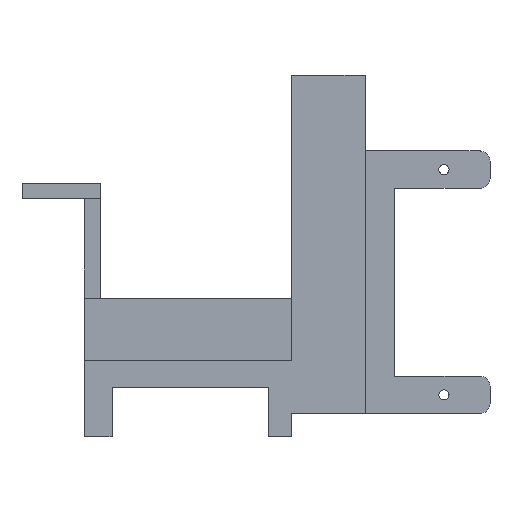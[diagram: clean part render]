
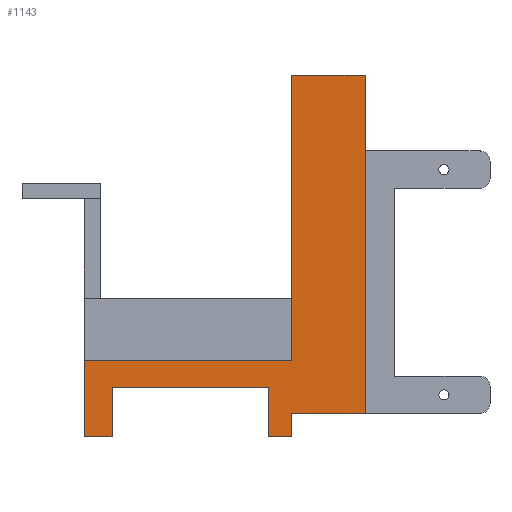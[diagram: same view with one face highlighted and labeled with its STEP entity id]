
A CAD part, left-side view. The second image highlights one B-rep face of the part: STEP entity #1143.
In plain terms, the highlighted planar face has unit normal (-1, 0, 0).
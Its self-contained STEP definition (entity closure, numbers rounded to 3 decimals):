
#44=FACE_OUTER_BOUND('',#109,.T.);
#109=EDGE_LOOP('',(#777,#778,#779,#780,#781,#782,#783,#784,#785,#786,#787,
#788));
#217=LINE('',#1683,#353);
#218=LINE('',#1685,#354);
#219=LINE('',#1687,#355);
#220=LINE('',#1689,#356);
#221=LINE('',#1691,#357);
#222=LINE('',#1693,#358);
#223=LINE('',#1695,#359);
#224=LINE('',#1697,#360);
#225=LINE('',#1699,#361);
#226=LINE('',#1701,#362);
#227=LINE('',#1703,#363);
#228=LINE('',#1704,#364);
#353=VECTOR('',#1353,10.);
#354=VECTOR('',#1354,10.);
#355=VECTOR('',#1355,10.);
#356=VECTOR('',#1356,10.);
#357=VECTOR('',#1357,10.);
#358=VECTOR('',#1358,10.);
#359=VECTOR('',#1359,10.);
#360=VECTOR('',#1360,10.);
#361=VECTOR('',#1361,10.);
#362=VECTOR('',#1362,10.);
#363=VECTOR('',#1363,10.);
#364=VECTOR('',#1364,10.);
#499=VERTEX_POINT('',#1681);
#500=VERTEX_POINT('',#1682);
#501=VERTEX_POINT('',#1684);
#502=VERTEX_POINT('',#1686);
#503=VERTEX_POINT('',#1688);
#504=VERTEX_POINT('',#1690);
#505=VERTEX_POINT('',#1692);
#506=VERTEX_POINT('',#1694);
#507=VERTEX_POINT('',#1696);
#508=VERTEX_POINT('',#1698);
#509=VERTEX_POINT('',#1700);
#510=VERTEX_POINT('',#1702);
#611=EDGE_CURVE('',#499,#500,#217,.T.);
#612=EDGE_CURVE('',#501,#500,#218,.T.);
#613=EDGE_CURVE('',#501,#502,#219,.T.);
#614=EDGE_CURVE('',#502,#503,#220,.T.);
#615=EDGE_CURVE('',#504,#503,#221,.T.);
#616=EDGE_CURVE('',#504,#505,#222,.T.);
#617=EDGE_CURVE('',#506,#505,#223,.T.);
#618=EDGE_CURVE('',#506,#507,#224,.T.);
#619=EDGE_CURVE('',#507,#508,#225,.T.);
#620=EDGE_CURVE('',#508,#509,#226,.T.);
#621=EDGE_CURVE('',#509,#510,#227,.F.);
#622=EDGE_CURVE('',#499,#510,#228,.T.);
#777=ORIENTED_EDGE('',*,*,#611,.T.);
#778=ORIENTED_EDGE('',*,*,#612,.F.);
#779=ORIENTED_EDGE('',*,*,#613,.T.);
#780=ORIENTED_EDGE('',*,*,#614,.T.);
#781=ORIENTED_EDGE('',*,*,#615,.F.);
#782=ORIENTED_EDGE('',*,*,#616,.T.);
#783=ORIENTED_EDGE('',*,*,#617,.F.);
#784=ORIENTED_EDGE('',*,*,#618,.T.);
#785=ORIENTED_EDGE('',*,*,#619,.T.);
#786=ORIENTED_EDGE('',*,*,#620,.T.);
#787=ORIENTED_EDGE('',*,*,#621,.T.);
#788=ORIENTED_EDGE('',*,*,#622,.F.);
#1093=PLANE('',#1230);
#1143=ADVANCED_FACE('',(#44),#1093,.T.);
#1230=AXIS2_PLACEMENT_3D('',#1680,#1351,#1352);
#1351=DIRECTION('center_axis',(-1.,0.,0.));
#1352=DIRECTION('ref_axis',(0.,-1.,0.));
#1353=DIRECTION('',(0.,-1.,0.));
#1354=DIRECTION('',(0.,0.,1.));
#1355=DIRECTION('',(0.,-1.,0.));
#1356=DIRECTION('',(0.,0.,1.));
#1357=DIRECTION('',(0.,1.,0.));
#1358=DIRECTION('',(0.,0.,1.));
#1359=DIRECTION('',(0.,-1.,0.));
#1360=DIRECTION('',(0.,0.,-1.));
#1361=DIRECTION('',(0.,1.,0.));
#1362=DIRECTION('',(0.,0.,-1.));
#1363=DIRECTION('',(0.,1.,0.));
#1364=DIRECTION('',(0.,0.,-1.));
#1680=CARTESIAN_POINT('Origin',(-0.948,59.566,46.723));
#1681=CARTESIAN_POINT('',(-0.948,44.833,13.528));
#1682=CARTESIAN_POINT('',(-0.948,24.833,13.528));
#1683=CARTESIAN_POINT('',(-0.948,39.333,13.528));
#1684=CARTESIAN_POINT('',(-0.948,24.833,7.249));
#1685=CARTESIAN_POINT('',(-0.948,24.833,8.819));
#1686=CARTESIAN_POINT('',(-0.948,21.833,7.249));
#1687=CARTESIAN_POINT('',(-0.948,20.333,7.249));
#1688=CARTESIAN_POINT('',(-0.948,21.833,10.249));
#1689=CARTESIAN_POINT('',(-0.948,21.833,38.245));
#1690=CARTESIAN_POINT('',(-0.948,12.422,10.249));
#1691=CARTESIAN_POINT('',(-0.948,19.28,10.249));
#1692=CARTESIAN_POINT('',(-0.948,12.422,53.577));
#1693=CARTESIAN_POINT('',(-0.948,12.422,39.143));
#1694=CARTESIAN_POINT('',(-0.948,21.833,53.577));
#1695=CARTESIAN_POINT('',(-0.948,8.23,53.577));
#1696=CARTESIAN_POINT('',(-0.948,21.833,17.028));
#1697=CARTESIAN_POINT('',(-0.948,21.833,47.633));
#1698=CARTESIAN_POINT('',(-0.948,48.366,17.028));
#1699=CARTESIAN_POINT('',(-0.948,49.833,17.028));
#1700=CARTESIAN_POINT('',(-0.948,48.366,7.249));
#1701=CARTESIAN_POINT('',(-0.948,48.366,35.528));
#1702=CARTESIAN_POINT('',(-0.948,44.833,7.249));
#1703=CARTESIAN_POINT('',(-0.948,53.333,7.249));
#1704=CARTESIAN_POINT('',(-0.948,44.833,11.958));
